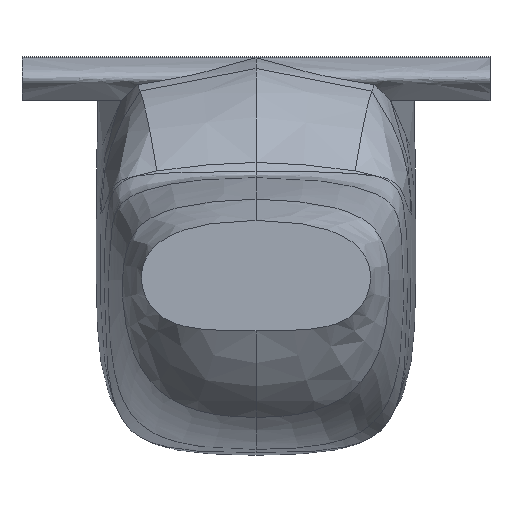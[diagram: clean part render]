
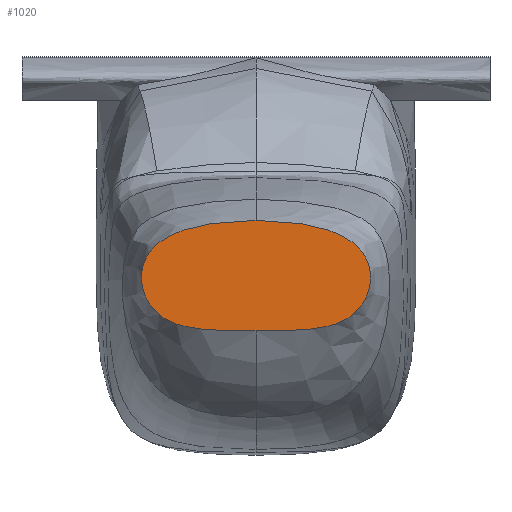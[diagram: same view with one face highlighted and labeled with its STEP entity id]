
A CAD part, front view. The second image highlights one B-rep face of the part: STEP entity #1020.
In plain terms, the highlighted planar face has unit normal (0, -1, 0).
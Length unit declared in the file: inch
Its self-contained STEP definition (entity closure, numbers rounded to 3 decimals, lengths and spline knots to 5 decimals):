
#174=PLANE('',#1096);
#198=FACE_OUTER_BOUND('',#266,.T.);
#266=EDGE_LOOP('',(#672,#673));
#333=(
BOUNDED_CURVE()
B_SPLINE_CURVE(5,(#1473,#1474,#1475,#1476,#1477,#1478,#1479,#1480,#1481,
#1482,#1483,#1484,#1485,#1486,#1487),.UNSPECIFIED.,.F.,.F.)
B_SPLINE_CURVE_WITH_KNOTS((6,1,1,1,1,1,1,1,1,1,6),(0.,0.1,0.2,0.3,0.4,0.5,
0.6,0.7,0.8,0.9,1.),.UNSPECIFIED.)
CURVE()
GEOMETRIC_REPRESENTATION_ITEM()
RATIONAL_B_SPLINE_CURVE((1.,1.,1.,1.,1.,1.,1.,1.,1.,1.,1.,1.,1.,1.,1.))
REPRESENTATION_ITEM('')
);
#338=(
BOUNDED_CURVE()
B_SPLINE_CURVE(5,(#1529,#1530,#1531,#1532,#1533,#1534,#1535,#1536,#1537,
#1538,#1539,#1540,#1541,#1542,#1543),.UNSPECIFIED.,.F.,.F.)
B_SPLINE_CURVE_WITH_KNOTS((6,1,1,1,1,1,1,1,1,1,6),(0.,0.1,0.2,0.3,0.4,0.5,
0.6,0.7,0.8,0.9,1.),.UNSPECIFIED.)
CURVE()
GEOMETRIC_REPRESENTATION_ITEM()
RATIONAL_B_SPLINE_CURVE((1.,1.,1.,1.,1.,1.,1.,1.,1.,1.,1.,1.,1.,1.,1.))
REPRESENTATION_ITEM('')
);
#393=VERTEX_POINT('',#1471);
#394=VERTEX_POINT('',#1472);
#504=EDGE_CURVE('',#393,#394,#333,.T.);
#509=EDGE_CURVE('',#393,#394,#338,.T.);
#672=ORIENTED_EDGE('',*,*,#504,.F.);
#673=ORIENTED_EDGE('',*,*,#509,.T.);
#1020=ADVANCED_FACE('',(#198),#174,.F.);
#1096=AXIS2_PLACEMENT_3D('',#1528,#1121,#1122);
#1121=DIRECTION('center_axis',(0.,1.,0.));
#1122=DIRECTION('ref_axis',(0.,0.,1.));
#1471=CARTESIAN_POINT('',(0.,-32.15,8.51604));
#1472=CARTESIAN_POINT('',(0.,-32.15,-7.26386));
#1473=CARTESIAN_POINT('Ctrl Pts',(0.,-32.15,8.51604));
#1474=CARTESIAN_POINT('Ctrl Pts',(0.57211,-32.15,8.51086));
#1475=CARTESIAN_POINT('Ctrl Pts',(1.86044,-32.15,8.47876));
#1476=CARTESIAN_POINT('Ctrl Pts',(4.22464,-32.15,8.36452));
#1477=CARTESIAN_POINT('Ctrl Pts',(8.01935,-32.15,7.9774));
#1478=CARTESIAN_POINT('Ctrl Pts',(12.65247,-32.15,6.59028));
#1479=CARTESIAN_POINT('Ctrl Pts',(15.93131,-32.15,3.9948));
#1480=CARTESIAN_POINT('Ctrl Pts',(16.86578,-32.15,0.17862));
#1481=CARTESIAN_POINT('Ctrl Pts',(15.61775,-32.15,-3.57395));
#1482=CARTESIAN_POINT('Ctrl Pts',(13.03888,-32.15,-5.9267));
#1483=CARTESIAN_POINT('Ctrl Pts',(9.45343,-32.15,-6.99853));
#1484=CARTESIAN_POINT('Ctrl Pts',(5.99697,-32.15,-7.17813));
#1485=CARTESIAN_POINT('Ctrl Pts',(3.10992,-32.15,-7.22008));
#1486=CARTESIAN_POINT('Ctrl Pts',(1.05792,-32.15,-7.249));
#1487=CARTESIAN_POINT('Ctrl Pts',(0.,-32.15,-7.26386));
#1528=CARTESIAN_POINT('Origin',(6.39905,-32.15,0.48634));
#1529=CARTESIAN_POINT('Ctrl Pts',(0.,-32.15,8.51604));
#1530=CARTESIAN_POINT('Ctrl Pts',(-0.57211,-32.15,8.51086));
#1531=CARTESIAN_POINT('Ctrl Pts',(-1.86044,-32.15,8.47876));
#1532=CARTESIAN_POINT('Ctrl Pts',(-4.22464,-32.15,8.36452));
#1533=CARTESIAN_POINT('Ctrl Pts',(-8.01935,-32.15,7.9774));
#1534=CARTESIAN_POINT('Ctrl Pts',(-12.65247,-32.15,6.59028));
#1535=CARTESIAN_POINT('Ctrl Pts',(-15.93131,-32.15,3.9948));
#1536=CARTESIAN_POINT('Ctrl Pts',(-16.86578,-32.15,0.17862));
#1537=CARTESIAN_POINT('Ctrl Pts',(-15.61775,-32.15,-3.57395));
#1538=CARTESIAN_POINT('Ctrl Pts',(-13.03888,-32.15,-5.9267));
#1539=CARTESIAN_POINT('Ctrl Pts',(-9.45343,-32.15,-6.99853));
#1540=CARTESIAN_POINT('Ctrl Pts',(-5.99697,-32.15,-7.17813));
#1541=CARTESIAN_POINT('Ctrl Pts',(-3.10992,-32.15,-7.22008));
#1542=CARTESIAN_POINT('Ctrl Pts',(-1.05792,-32.15,-7.249));
#1543=CARTESIAN_POINT('Ctrl Pts',(0.,-32.15,-7.26386));
